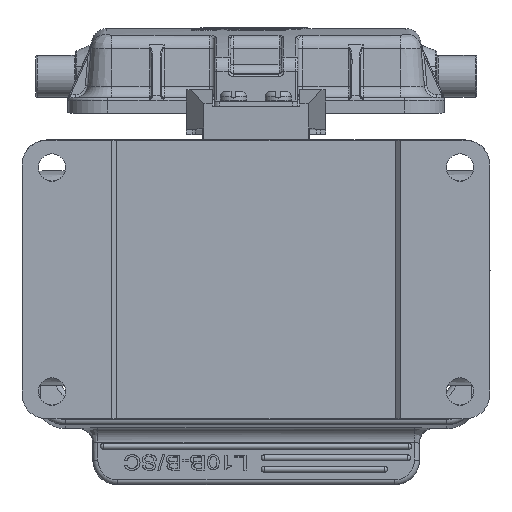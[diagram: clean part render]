
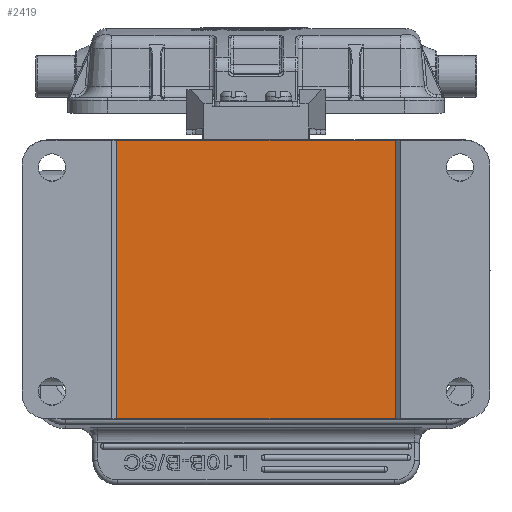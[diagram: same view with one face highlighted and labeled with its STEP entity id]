
A CAD part, front view. The second image highlights one B-rep face of the part: STEP entity #2419.
In plain terms, the highlighted planar face has unit normal (0, -1, -0.009).
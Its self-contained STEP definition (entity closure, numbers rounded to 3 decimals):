
#1248=PLANE('',#40168);
#2419=ADVANCED_FACE('',(#5649),#1248,.F.);
#5649=FACE_OUTER_BOUND('',#7861,.T.);
#7861=EDGE_LOOP('',(#18078,#18079,#18080,#18081));
#11546=LINE('',#73471,#13716);
#11547=LINE('',#73474,#13717);
#11548=LINE('',#73476,#13718);
#11549=LINE('',#73478,#13719);
#13716=VECTOR('',#44867,1.);
#13717=VECTOR('',#44868,1.);
#13718=VECTOR('',#44869,1.);
#13719=VECTOR('',#44870,1.);
#18078=ORIENTED_EDGE('',*,*,#32423,.F.);
#18079=ORIENTED_EDGE('',*,*,#32424,.F.);
#18080=ORIENTED_EDGE('',*,*,#32425,.T.);
#18081=ORIENTED_EDGE('',*,*,#32426,.F.);
#28177=VERTEX_POINT('',#73472);
#28178=VERTEX_POINT('',#73473);
#28179=VERTEX_POINT('',#73475);
#28180=VERTEX_POINT('',#73477);
#32423=EDGE_CURVE('',#28177,#28178,#11546,.T.);
#32424=EDGE_CURVE('',#28179,#28177,#11547,.T.);
#32425=EDGE_CURVE('',#28179,#28180,#11548,.T.);
#32426=EDGE_CURVE('',#28178,#28180,#11549,.T.);
#40168=AXIS2_PLACEMENT_3D('',#73479,#44871,#44872);
#44867=DIRECTION('',(0.,0.009,-1.));
#44868=DIRECTION('',(1.,0.,0.));
#44869=DIRECTION('',(0.,0.009,-1.));
#44870=DIRECTION('',(-1.,0.,0.));
#44871=DIRECTION('',(0.,1.,0.009));
#44872=DIRECTION('',(0.,-0.009,1.));
#73471=CARTESIAN_POINT('',(74.986,-22.285,5.854));
#73472=CARTESIAN_POINT('',(74.986,-22.285,5.854));
#73473=CARTESIAN_POINT('',(74.986,-21.796,-50.144));
#73474=CARTESIAN_POINT('',(18.986,-22.267,5.854));
#73475=CARTESIAN_POINT('',(18.986,-22.267,5.854));
#73476=CARTESIAN_POINT('',(18.986,-22.267,5.854));
#73477=CARTESIAN_POINT('',(18.986,-21.779,-50.144));
#73478=CARTESIAN_POINT('',(74.986,-21.796,-50.144));
#73479=CARTESIAN_POINT('',(46.986,-22.032,-22.145));
